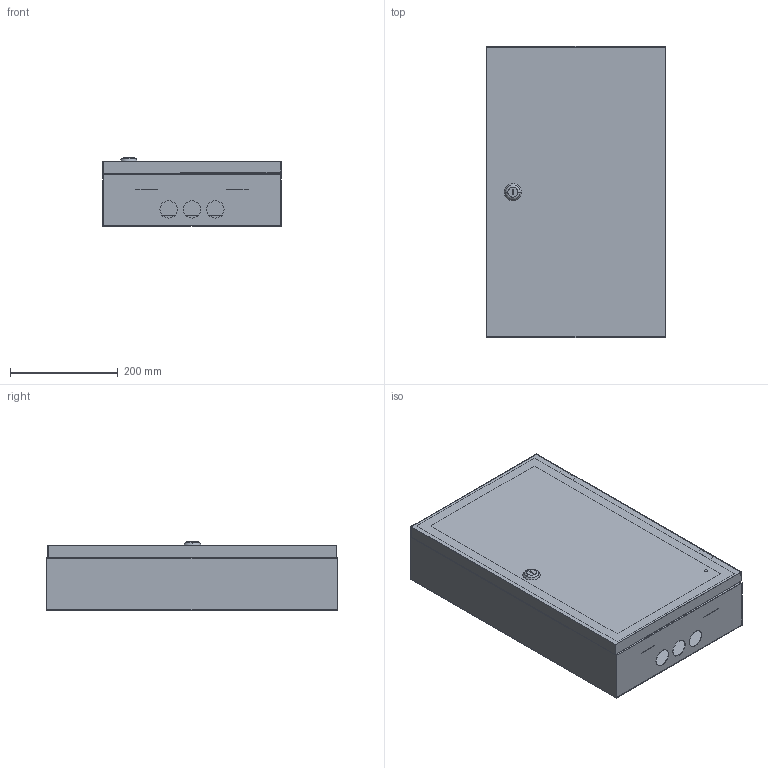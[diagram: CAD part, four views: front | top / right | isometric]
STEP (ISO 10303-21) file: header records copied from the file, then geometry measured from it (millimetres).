
FILE_DESCRIPTION (( 'STEP AP214' ), '1' );
FILE_NAME ('MKM14-N-36-54-Z-G.STEP', '2023-09-05T07:57:30', ( '' ), ( '' ), 'SwSTEP 2.0', 'SolidWorks 2022', '' );
FILE_SCHEMA (( 'AUTOMOTIVE_DESIGN' ));
Length unit declared in the file: millimetre
Products named in the file (4): Оболочка ЩРн-36 IP54; MKM14-N-36-54-Z-G; Дверь ЩРн-36 IP54; Панель лицевая ЩРн-36
Assembly tree (3 placements, depth 2):
  MKM14-N-36-54-Z-G
    Оболочка ЩРн-36 IP54
    Дверь ЩРн-36 IP54
    Панель лицевая ЩРн-36
Bounding box: 330 x 540 x 126.8 mm (x, y, z)
Volume: 932116 mm3; surface area: 1658478.2 mm2
Topology: 9 solids, 9 shells, 550 faces, 1376 edges, 868 vertices
Faces by surface type: plane 321, cylinder 169, cone 46, bspline 12, torus 2
Entity records: 17255 total; most frequent: CARTESIAN_POINT 3744, ORIENTED_EDGE 2752, DIRECTION 2673, EDGE_CURVE 1376, AXIS2_PLACEMENT_3D 909, VERTEX_POINT 868, LINE 855, VECTOR 855
